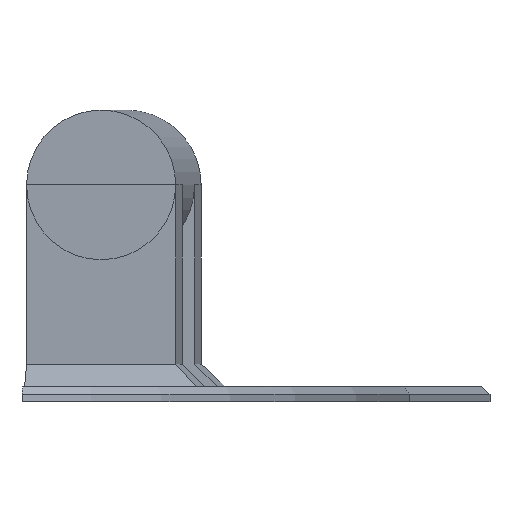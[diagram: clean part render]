
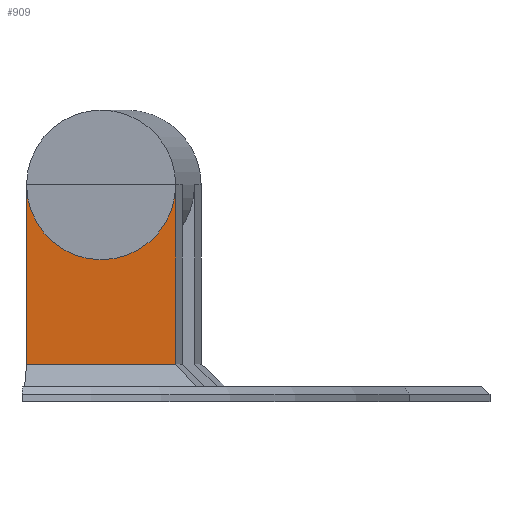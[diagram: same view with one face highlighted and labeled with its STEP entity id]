
A CAD part, left-side view. The second image highlights one B-rep face of the part: STEP entity #909.
In plain terms, the highlighted planar face has unit normal (-0.996, 0.087, 0).
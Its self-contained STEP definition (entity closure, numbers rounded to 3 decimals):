
#32 = PLANE('',#33);
#33 = AXIS2_PLACEMENT_3D('',#34,#35,#36);
#34 = CARTESIAN_POINT('',(-69.302,4.532,0.));
#35 = DIRECTION('',(0.087,0.996,0.));
#36 = DIRECTION('',(0.996,-0.087,0.));
#57 = VERTEX_POINT('',#58);
#58 = CARTESIAN_POINT('',(-62.337,3.923,5.05));
#72 = PLANE('',#73);
#73 = AXIS2_PLACEMENT_3D('',#74,#75,#76);
#74 = CARTESIAN_POINT('',(-63.856,4.056,3.525));
#75 = DIRECTION('',(0.704,-0.062,-0.707)
  );
#76 = DIRECTION('',(0.087,0.996,
    0.));
#84 = EDGE_CURVE('',#85,#57,#87,.T.);
#85 = VERTEX_POINT('',#86);
#86 = CARTESIAN_POINT('',(-62.337,3.923,2.));
#87 = SURFACE_CURVE('',#88,(#92,#99),.PCURVE_S1.);
#88 = LINE('',#89,#90);
#89 = CARTESIAN_POINT('',(-62.337,3.923,0.));
#90 = VECTOR('',#91,1.);
#91 = DIRECTION('',(-0.,0.,1.));
#92 = PCURVE('',#32,#93);
#93 = DEFINITIONAL_REPRESENTATION('',(#94),#98);
#94 = LINE('',#95,#96);
#95 = CARTESIAN_POINT('',(6.992,0.));
#96 = VECTOR('',#97,1.);
#97 = DIRECTION('',(0.,-1.));
#98 = ( GEOMETRIC_REPRESENTATION_CONTEXT(2) 
PARAMETRIC_REPRESENTATION_CONTEXT() REPRESENTATION_CONTEXT('2D SPACE',''
  ) );
#99 = PCURVE('',#100,#105);
#100 = PLANE('',#101);
#101 = AXIS2_PLACEMENT_3D('',#102,#103,#104);
#102 = CARTESIAN_POINT('',(-64.08,-16.,0.));
#103 = DIRECTION('',(0.996,-0.087,0.));
#104 = DIRECTION('',(0.,0.,1.));
#105 = DEFINITIONAL_REPRESENTATION('',(#106),#110);
#106 = LINE('',#107,#108);
#107 = CARTESIAN_POINT('',(0.,-19.999));
#108 = VECTOR('',#109,1.);
#109 = DIRECTION('',(1.,0.));
#110 = ( GEOMETRIC_REPRESENTATION_CONTEXT(2) 
PARAMETRIC_REPRESENTATION_CONTEXT() REPRESENTATION_CONTEXT('2D SPACE',''
  ) );
#112 = EDGE_CURVE('',#85,#113,#115,.T.);
#113 = VERTEX_POINT('',#114);
#114 = CARTESIAN_POINT('',(-62.337,3.923,0.));
#115 = SURFACE_CURVE('',#116,(#120,#126),.PCURVE_S1.);
#116 = LINE('',#117,#118);
#117 = CARTESIAN_POINT('',(-62.337,3.923,0.));
#118 = VECTOR('',#119,1.);
#119 = DIRECTION('',(0.,0.,-1.));
#120 = PCURVE('',#32,#121);
#121 = DEFINITIONAL_REPRESENTATION('',(#122),#125);
#122 = B_SPLINE_CURVE_WITH_KNOTS('',1,(#123,#124),.UNSPECIFIED.,.F.,.F.,
  (2,2),(-2.,0.),.PIECEWISE_BEZIER_KNOTS.);
#123 = CARTESIAN_POINT('',(6.992,-2.));
#124 = CARTESIAN_POINT('',(6.992,0.));
#125 = ( GEOMETRIC_REPRESENTATION_CONTEXT(2) 
PARAMETRIC_REPRESENTATION_CONTEXT() REPRESENTATION_CONTEXT('2D SPACE',''
  ) );
#126 = PCURVE('',#100,#127);
#127 = DEFINITIONAL_REPRESENTATION('',(#128),#131);
#128 = B_SPLINE_CURVE_WITH_KNOTS('',1,(#129,#130),.UNSPECIFIED.,.F.,.F.,
  (2,2),(-2.,0.),.PIECEWISE_BEZIER_KNOTS.);
#129 = CARTESIAN_POINT('',(2.,-19.999));
#130 = CARTESIAN_POINT('',(0.,-19.999));
#131 = ( GEOMETRIC_REPRESENTATION_CONTEXT(2) 
PARAMETRIC_REPRESENTATION_CONTEXT() REPRESENTATION_CONTEXT('2D SPACE',''
  ) );
#813 = VERTEX_POINT('',#814);
#814 = CARTESIAN_POINT('',(-64.08,-16.,5.05));
#835 = EDGE_CURVE('',#57,#813,#836,.T.);
#836 = SURFACE_CURVE('',#837,(#841,#848),.PCURVE_S1.);
#837 = LINE('',#838,#839);
#838 = CARTESIAN_POINT('',(-62.337,3.923,5.05));
#839 = VECTOR('',#840,1.);
#840 = DIRECTION('',(-0.087,-0.996,0.));
#841 = PCURVE('',#72,#842);
#842 = DEFINITIONAL_REPRESENTATION('',(#843),#847);
#843 = LINE('',#844,#845);
#844 = CARTESIAN_POINT('',(0.,2.157));
#845 = VECTOR('',#846,1.);
#846 = DIRECTION('',(-1.,0.));
#847 = ( GEOMETRIC_REPRESENTATION_CONTEXT(2) 
PARAMETRIC_REPRESENTATION_CONTEXT() REPRESENTATION_CONTEXT('2D SPACE',''
  ) );
#848 = PCURVE('',#100,#849);
#849 = DEFINITIONAL_REPRESENTATION('',(#850),#854);
#850 = LINE('',#851,#852);
#851 = CARTESIAN_POINT('',(5.05,-19.999));
#852 = VECTOR('',#853,1.);
#853 = DIRECTION('',(0.,1.));
#854 = ( GEOMETRIC_REPRESENTATION_CONTEXT(2) 
PARAMETRIC_REPRESENTATION_CONTEXT() REPRESENTATION_CONTEXT('2D SPACE',''
  ) );
#909 = ADVANCED_FACE('',(#910),#100,.F.);
#910 = FACE_BOUND('',#911,.F.);
#911 = EDGE_LOOP('',(#912,#940,#941,#942,#943,#971,#999,#1028));
#912 = ORIENTED_EDGE('',*,*,#913,.F.);
#913 = EDGE_CURVE('',#813,#914,#916,.T.);
#914 = VERTEX_POINT('',#915);
#915 = CARTESIAN_POINT('',(-64.08,-16.,29.));
#916 = SURFACE_CURVE('',#917,(#921,#928),.PCURVE_S1.);
#917 = LINE('',#918,#919);
#918 = CARTESIAN_POINT('',(-64.08,-16.,0.));
#919 = VECTOR('',#920,1.);
#920 = DIRECTION('',(0.,0.,1.));
#921 = PCURVE('',#100,#922);
#922 = DEFINITIONAL_REPRESENTATION('',(#923),#927);
#923 = LINE('',#924,#925);
#924 = CARTESIAN_POINT('',(0.,0.));
#925 = VECTOR('',#926,1.);
#926 = DIRECTION('',(1.,0.));
#927 = ( GEOMETRIC_REPRESENTATION_CONTEXT(2) 
PARAMETRIC_REPRESENTATION_CONTEXT() REPRESENTATION_CONTEXT('2D SPACE',''
  ) );
#928 = PCURVE('',#929,#934);
#929 = PLANE('',#930);
#930 = AXIS2_PLACEMENT_3D('',#931,#932,#933);
#931 = CARTESIAN_POINT('',(-64.08,-16.,0.));
#932 = DIRECTION('',(0.087,0.996,0.));
#933 = DIRECTION('',(0.,0.,1.));
#934 = DEFINITIONAL_REPRESENTATION('',(#935),#939);
#935 = LINE('',#936,#937);
#936 = CARTESIAN_POINT('',(0.,0.));
#937 = VECTOR('',#938,1.);
#938 = DIRECTION('',(1.,0.));
#939 = ( GEOMETRIC_REPRESENTATION_CONTEXT(2) 
PARAMETRIC_REPRESENTATION_CONTEXT() REPRESENTATION_CONTEXT('2D SPACE',''
  ) );
#940 = ORIENTED_EDGE('',*,*,#835,.F.);
#941 = ORIENTED_EDGE('',*,*,#84,.F.);
#942 = ORIENTED_EDGE('',*,*,#112,.T.);
#943 = ORIENTED_EDGE('',*,*,#944,.T.);
#944 = EDGE_CURVE('',#113,#945,#947,.T.);
#945 = VERTEX_POINT('',#946);
#946 = CARTESIAN_POINT('',(-62.337,3.924,0.));
#947 = SURFACE_CURVE('',#948,(#952,#959),.PCURVE_S1.);
#948 = LINE('',#949,#950);
#949 = CARTESIAN_POINT('',(-64.08,-16.,0.));
#950 = VECTOR('',#951,1.);
#951 = DIRECTION('',(0.087,0.996,0.));
#952 = PCURVE('',#100,#953);
#953 = DEFINITIONAL_REPRESENTATION('',(#954),#958);
#954 = LINE('',#955,#956);
#955 = CARTESIAN_POINT('',(0.,0.));
#956 = VECTOR('',#957,1.);
#957 = DIRECTION('',(0.,-1.));
#958 = ( GEOMETRIC_REPRESENTATION_CONTEXT(2) 
PARAMETRIC_REPRESENTATION_CONTEXT() REPRESENTATION_CONTEXT('2D SPACE',''
  ) );
#959 = PCURVE('',#960,#965);
#960 = PLANE('',#961);
#961 = AXIS2_PLACEMENT_3D('',#962,#963,#964);
#962 = CARTESIAN_POINT('',(-64.08,-16.,0.));
#963 = DIRECTION('',(0.,0.,1.));
#964 = DIRECTION('',(0.996,-0.087,0.));
#965 = DEFINITIONAL_REPRESENTATION('',(#966),#970);
#966 = LINE('',#967,#968);
#967 = CARTESIAN_POINT('',(0.,0.));
#968 = VECTOR('',#969,1.);
#969 = DIRECTION('',(0.,1.));
#970 = ( GEOMETRIC_REPRESENTATION_CONTEXT(2) 
PARAMETRIC_REPRESENTATION_CONTEXT() REPRESENTATION_CONTEXT('2D SPACE',''
  ) );
#971 = ORIENTED_EDGE('',*,*,#972,.T.);
#972 = EDGE_CURVE('',#945,#973,#975,.T.);
#973 = VERTEX_POINT('',#974);
#974 = CARTESIAN_POINT('',(-62.337,3.924,29.));
#975 = SURFACE_CURVE('',#976,(#980,#987),.PCURVE_S1.);
#976 = LINE('',#977,#978);
#977 = CARTESIAN_POINT('',(-62.337,3.924,0.));
#978 = VECTOR('',#979,1.);
#979 = DIRECTION('',(0.,0.,1.));
#980 = PCURVE('',#100,#981);
#981 = DEFINITIONAL_REPRESENTATION('',(#982),#986);
#982 = LINE('',#983,#984);
#983 = CARTESIAN_POINT('',(0.,-20.));
#984 = VECTOR('',#985,1.);
#985 = DIRECTION('',(1.,0.));
#986 = ( GEOMETRIC_REPRESENTATION_CONTEXT(2) 
PARAMETRIC_REPRESENTATION_CONTEXT() REPRESENTATION_CONTEXT('2D SPACE',''
  ) );
#987 = PCURVE('',#988,#993);
#988 = PLANE('',#989);
#989 = AXIS2_PLACEMENT_3D('',#990,#991,#992);
#990 = CARTESIAN_POINT('',(-62.337,3.924,0.));
#991 = DIRECTION('',(0.087,0.996,0.));
#992 = DIRECTION('',(0.,0.,1.));
#993 = DEFINITIONAL_REPRESENTATION('',(#994),#998);
#994 = LINE('',#995,#996);
#995 = CARTESIAN_POINT('',(0.,0.));
#996 = VECTOR('',#997,1.);
#997 = DIRECTION('',(1.,0.));
#998 = ( GEOMETRIC_REPRESENTATION_CONTEXT(2) 
PARAMETRIC_REPRESENTATION_CONTEXT() REPRESENTATION_CONTEXT('2D SPACE',''
  ) );
#999 = ORIENTED_EDGE('',*,*,#1000,.F.);
#1000 = EDGE_CURVE('',#1001,#973,#1003,.T.);
#1001 = VERTEX_POINT('',#1002);
#1002 = CARTESIAN_POINT('',(-63.208,-6.038,19.));
#1003 = SURFACE_CURVE('',#1004,(#1009,#1016),.PCURVE_S1.);
#1004 = CIRCLE('',#1005,10.);
#1005 = AXIS2_PLACEMENT_3D('',#1006,#1007,#1008);
#1006 = CARTESIAN_POINT('',(-63.208,-6.038,29.));
#1007 = DIRECTION('',(0.996,-0.087,0.));
#1008 = DIRECTION('',(0.,0.,-1.));
#1009 = PCURVE('',#100,#1010);
#1010 = DEFINITIONAL_REPRESENTATION('',(#1011),#1015);
#1011 = CIRCLE('',#1012,10.);
#1012 = AXIS2_PLACEMENT_2D('',#1013,#1014);
#1013 = CARTESIAN_POINT('',(29.,-10.));
#1014 = DIRECTION('',(-1.,0.));
#1015 = ( GEOMETRIC_REPRESENTATION_CONTEXT(2) 
PARAMETRIC_REPRESENTATION_CONTEXT() REPRESENTATION_CONTEXT('2D SPACE',''
  ) );
#1016 = PCURVE('',#1017,#1022);
#1017 = PLANE('',#1018);
#1018 = AXIS2_PLACEMENT_3D('',#1019,#1020,#1021);
#1019 = CARTESIAN_POINT('',(-63.208,-6.038,29.));
#1020 = DIRECTION('',(0.996,-0.087,0.));
#1021 = DIRECTION('',(0.,0.,-1.));
#1022 = DEFINITIONAL_REPRESENTATION('',(#1023),#1027);
#1023 = CIRCLE('',#1024,10.);
#1024 = AXIS2_PLACEMENT_2D('',#1025,#1026);
#1025 = CARTESIAN_POINT('',(0.,0.));
#1026 = DIRECTION('',(1.,0.));
#1027 = ( GEOMETRIC_REPRESENTATION_CONTEXT(2) 
PARAMETRIC_REPRESENTATION_CONTEXT() REPRESENTATION_CONTEXT('2D SPACE',''
  ) );
#1028 = ORIENTED_EDGE('',*,*,#1029,.F.);
#1029 = EDGE_CURVE('',#914,#1001,#1030,.T.);
#1030 = SURFACE_CURVE('',#1031,(#1036,#1043),.PCURVE_S1.);
#1031 = CIRCLE('',#1032,10.);
#1032 = AXIS2_PLACEMENT_3D('',#1033,#1034,#1035);
#1033 = CARTESIAN_POINT('',(-63.208,-6.038,29.));
#1034 = DIRECTION('',(0.996,-0.087,0.));
#1035 = DIRECTION('',(0.,0.,-1.));
#1036 = PCURVE('',#100,#1037);
#1037 = DEFINITIONAL_REPRESENTATION('',(#1038),#1042);
#1038 = CIRCLE('',#1039,10.);
#1039 = AXIS2_PLACEMENT_2D('',#1040,#1041);
#1040 = CARTESIAN_POINT('',(29.,-10.));
#1041 = DIRECTION('',(-1.,0.));
#1042 = ( GEOMETRIC_REPRESENTATION_CONTEXT(2) 
PARAMETRIC_REPRESENTATION_CONTEXT() REPRESENTATION_CONTEXT('2D SPACE',''
  ) );
#1043 = PCURVE('',#1017,#1044);
#1044 = DEFINITIONAL_REPRESENTATION('',(#1045),#1049);
#1045 = CIRCLE('',#1046,10.);
#1046 = AXIS2_PLACEMENT_2D('',#1047,#1048);
#1047 = CARTESIAN_POINT('',(0.,0.));
#1048 = DIRECTION('',(1.,0.));
#1049 = ( GEOMETRIC_REPRESENTATION_CONTEXT(2) 
PARAMETRIC_REPRESENTATION_CONTEXT() REPRESENTATION_CONTEXT('2D SPACE',''
  ) );
